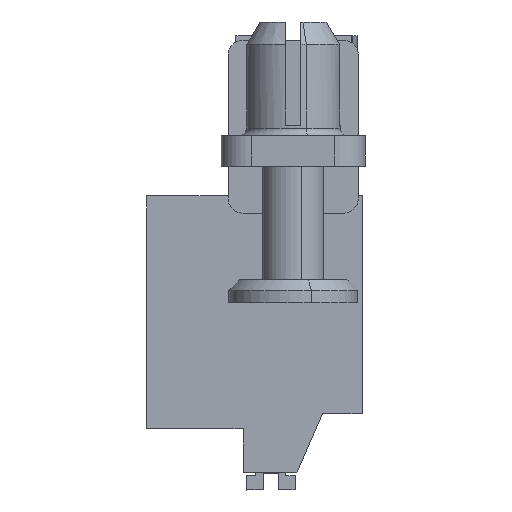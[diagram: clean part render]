
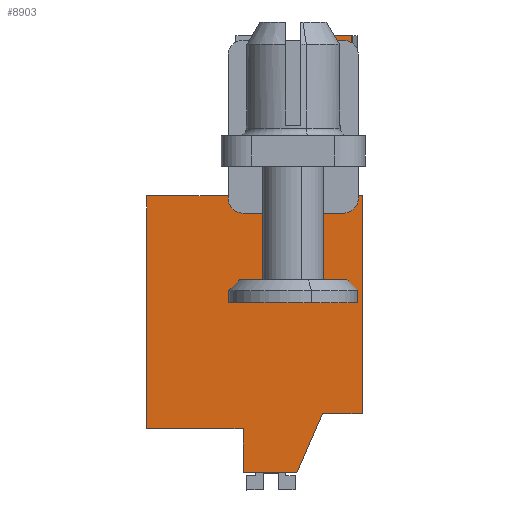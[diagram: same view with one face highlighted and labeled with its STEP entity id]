
A CAD part, left-side view. The second image highlights one B-rep face of the part: STEP entity #8903.
In plain terms, the highlighted planar face has unit normal (-1, 0, 0).
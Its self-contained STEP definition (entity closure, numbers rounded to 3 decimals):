
#8847=AXIS2_PLACEMENT_3D('Plane Axis2P3D',#8844,#8845,#8846) ;
#204=CARTESIAN_POINT('Vertex',(12.107,7.9,1.143)) ;
#207=CARTESIAN_POINT('Line Origine',(12.107,7.9,2.593)) ;
#211=CARTESIAN_POINT('Vertex',(12.107,7.9,4.043)) ;
#329=CARTESIAN_POINT('Vertex',(12.107,0.05,5.043)) ;
#332=CARTESIAN_POINT('Line Origine',(12.107,1.35,5.043)) ;
#336=CARTESIAN_POINT('Vertex',(12.107,2.65,5.043)) ;
#730=CARTESIAN_POINT('Line Origine',(12.107,11.075,4.043)) ;
#734=CARTESIAN_POINT('Vertex',(12.107,14.25,4.043)) ;
#1287=CARTESIAN_POINT('Vertex',(12.107,0.05,19.383)) ;
#1290=CARTESIAN_POINT('Line Origine',(12.107,0.05,12.213)) ;
#1760=CARTESIAN_POINT('Line Origine',(12.107,14.25,11.713)) ;
#1764=CARTESIAN_POINT('Vertex',(12.107,14.25,19.383)) ;
#2373=CARTESIAN_POINT('Line Origine',(12.107,11.134,19.383)) ;
#2377=CARTESIAN_POINT('Vertex',(12.107,8.018,19.383)) ;
#2397=CARTESIAN_POINT('Line Origine',(12.108,8.018,19.96)) ;
#2401=CARTESIAN_POINT('Vertex',(12.108,8.018,20.538)) ;
#2876=CARTESIAN_POINT('Vertex',(12.108,1.898,29.933)) ;
#2879=CARTESIAN_POINT('Line Origine',(12.108,1.335,29.933)) ;
#2883=CARTESIAN_POINT('Vertex',(12.108,0.773,29.933)) ;
#3153=CARTESIAN_POINT('Vertex',(12.107,0.773,19.383)) ;
#3156=CARTESIAN_POINT('Line Origine',(12.107,0.411,19.383)) ;
#8818=CARTESIAN_POINT('Line Origine',(12.107,3.5,3.093)) ;
#8822=CARTESIAN_POINT('Vertex',(12.108,4.35,1.143)) ;
#8844=CARTESIAN_POINT('Axis2P3D Location',(12.108,6.85,19.383)) ;
#8849=CARTESIAN_POINT('Line Origine',(12.108,0.773,24.658)) ;
#8854=CARTESIAN_POINT('Line Origine',(12.108,1.898,28.63)) ;
#8858=CARTESIAN_POINT('Vertex',(12.108,1.898,27.328)) ;
#8861=CARTESIAN_POINT('Line Origine',(12.108,1.473,27.328)) ;
#8865=CARTESIAN_POINT('Vertex',(12.108,1.048,27.328)) ;
#8868=CARTESIAN_POINT('Line Origine',(12.108,1.048,23.933)) ;
#8872=CARTESIAN_POINT('Vertex',(12.108,1.048,20.538)) ;
#8875=CARTESIAN_POINT('Line Origine',(12.108,4.533,20.538)) ;
#8880=CARTESIAN_POINT('Line Origine',(12.108,6.125,1.143)) ;
#208=DIRECTION('Vector Direction',(0.,0.,-1.)) ;
#333=DIRECTION('Vector Direction',(0.,-1.,0.)) ;
#731=DIRECTION('Vector Direction',(0.,-1.,0.)) ;
#1291=DIRECTION('Vector Direction',(0.,0.,1.)) ;
#1761=DIRECTION('Vector Direction',(0.,0.,-1.)) ;
#2374=DIRECTION('Vector Direction',(0.,1.,0.)) ;
#2398=DIRECTION('Vector Direction',(0.,0.,-1.)) ;
#2880=DIRECTION('Vector Direction',(0.,1.,0.)) ;
#3157=DIRECTION('Vector Direction',(0.,1.,0.)) ;
#8819=DIRECTION('Vector Direction',(0.,-0.4,0.917)) ;
#8845=DIRECTION('Axis2P3D Direction',(-1.,0.,0.)) ;
#8846=DIRECTION('Axis2P3D XDirection',(0.,1.,0.)) ;
#8850=DIRECTION('Vector Direction',(0.,0.,-1.)) ;
#8855=DIRECTION('Vector Direction',(0.,0.,1.)) ;
#8862=DIRECTION('Vector Direction',(0.,-1.,0.)) ;
#8869=DIRECTION('Vector Direction',(0.,0.,1.)) ;
#8876=DIRECTION('Vector Direction',(0.,1.,0.)) ;
#8881=DIRECTION('Vector Direction',(0.,-1.,0.)) ;
#209=VECTOR('Line Direction',#208,1.) ;
#334=VECTOR('Line Direction',#333,1.) ;
#732=VECTOR('Line Direction',#731,1.) ;
#1292=VECTOR('Line Direction',#1291,1.) ;
#1762=VECTOR('Line Direction',#1761,1.) ;
#2375=VECTOR('Line Direction',#2374,1.) ;
#2399=VECTOR('Line Direction',#2398,1.) ;
#2881=VECTOR('Line Direction',#2880,1.) ;
#3158=VECTOR('Line Direction',#3157,1.) ;
#8820=VECTOR('Line Direction',#8819,1.) ;
#8851=VECTOR('Line Direction',#8850,1.) ;
#8856=VECTOR('Line Direction',#8855,1.) ;
#8863=VECTOR('Line Direction',#8862,1.) ;
#8870=VECTOR('Line Direction',#8869,1.) ;
#8877=VECTOR('Line Direction',#8876,1.) ;
#8882=VECTOR('Line Direction',#8881,1.) ;
#8886=ORIENTED_EDGE('',*,*,#3160,.T.) ;
#8887=ORIENTED_EDGE('',*,*,#8853,.F.) ;
#8888=ORIENTED_EDGE('',*,*,#2885,.T.) ;
#8889=ORIENTED_EDGE('',*,*,#8860,.T.) ;
#8890=ORIENTED_EDGE('',*,*,#8867,.T.) ;
#8891=ORIENTED_EDGE('',*,*,#8874,.T.) ;
#8892=ORIENTED_EDGE('',*,*,#8879,.T.) ;
#8893=ORIENTED_EDGE('',*,*,#2403,.F.) ;
#8894=ORIENTED_EDGE('',*,*,#2379,.T.) ;
#8895=ORIENTED_EDGE('',*,*,#1766,.T.) ;
#8896=ORIENTED_EDGE('',*,*,#736,.T.) ;
#8897=ORIENTED_EDGE('',*,*,#213,.T.) ;
#8898=ORIENTED_EDGE('',*,*,#8884,.T.) ;
#8899=ORIENTED_EDGE('',*,*,#8824,.T.) ;
#8900=ORIENTED_EDGE('',*,*,#338,.T.) ;
#8901=ORIENTED_EDGE('',*,*,#1294,.T.) ;
#8903=ADVANCED_FACE('HOUSING',(#8902),#8848,.T.) ;
#213=EDGE_CURVE('',#212,#205,#210,.T.) ;
#338=EDGE_CURVE('',#337,#330,#335,.T.) ;
#736=EDGE_CURVE('',#735,#212,#733,.T.) ;
#1294=EDGE_CURVE('',#330,#1288,#1293,.T.) ;
#1766=EDGE_CURVE('',#1765,#735,#1763,.T.) ;
#2379=EDGE_CURVE('',#2378,#1765,#2376,.T.) ;
#2403=EDGE_CURVE('',#2378,#2402,#2400,.F.) ;
#2885=EDGE_CURVE('',#2884,#2877,#2882,.T.) ;
#3160=EDGE_CURVE('',#1288,#3154,#3159,.T.) ;
#8824=EDGE_CURVE('',#8823,#337,#8821,.T.) ;
#8853=EDGE_CURVE('',#2884,#3154,#8852,.T.) ;
#8860=EDGE_CURVE('',#2877,#8859,#8857,.F.) ;
#8867=EDGE_CURVE('',#8859,#8866,#8864,.T.) ;
#8874=EDGE_CURVE('',#8866,#8873,#8871,.F.) ;
#8879=EDGE_CURVE('',#8873,#2402,#8878,.T.) ;
#8884=EDGE_CURVE('',#205,#8823,#8883,.T.) ;
#8885=EDGE_LOOP('',(#8886,#8887,#8888,#8889,#8890,#8891,#8892,#8893,#8894,#8895,#8896,#8897,#8898,#8899,#8900,#8901)) ;
#8902=FACE_OUTER_BOUND('',#8885,.T.) ;
#210=LINE('Line',#207,#209) ;
#335=LINE('Line',#332,#334) ;
#733=LINE('Line',#730,#732) ;
#1293=LINE('Line',#1290,#1292) ;
#1763=LINE('Line',#1760,#1762) ;
#2376=LINE('Line',#2373,#2375) ;
#2400=LINE('Line',#2397,#2399) ;
#2882=LINE('Line',#2879,#2881) ;
#3159=LINE('Line',#3156,#3158) ;
#8821=LINE('Line',#8818,#8820) ;
#8852=LINE('Line',#8849,#8851) ;
#8857=LINE('Line',#8854,#8856) ;
#8864=LINE('Line',#8861,#8863) ;
#8871=LINE('Line',#8868,#8870) ;
#8878=LINE('Line',#8875,#8877) ;
#8883=LINE('Line',#8880,#8882) ;
#8848=PLANE('',#8847) ;
#205=VERTEX_POINT('',#204) ;
#212=VERTEX_POINT('',#211) ;
#330=VERTEX_POINT('',#329) ;
#337=VERTEX_POINT('',#336) ;
#735=VERTEX_POINT('',#734) ;
#1288=VERTEX_POINT('',#1287) ;
#1765=VERTEX_POINT('',#1764) ;
#2378=VERTEX_POINT('',#2377) ;
#2402=VERTEX_POINT('',#2401) ;
#2877=VERTEX_POINT('',#2876) ;
#2884=VERTEX_POINT('',#2883) ;
#3154=VERTEX_POINT('',#3153) ;
#8823=VERTEX_POINT('',#8822) ;
#8859=VERTEX_POINT('',#8858) ;
#8866=VERTEX_POINT('',#8865) ;
#8873=VERTEX_POINT('',#8872) ;
